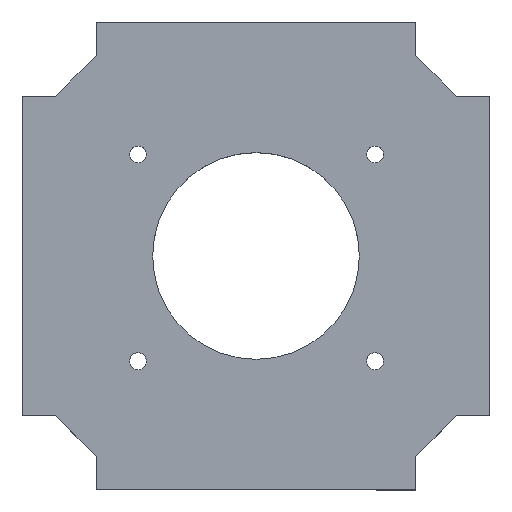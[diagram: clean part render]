
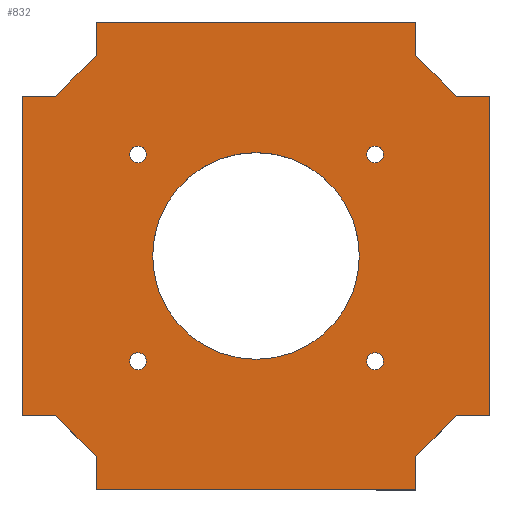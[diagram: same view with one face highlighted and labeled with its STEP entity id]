
A CAD part, top view. The second image highlights one B-rep face of the part: STEP entity #832.
In plain terms, the highlighted planar face has unit normal (0, 0, 1).
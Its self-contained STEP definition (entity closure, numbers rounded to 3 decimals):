
#15=FACE_BOUND('',#129,.T.);
#16=FACE_BOUND('',#130,.T.);
#17=FACE_BOUND('',#131,.T.);
#18=FACE_BOUND('',#132,.T.);
#19=FACE_BOUND('',#133,.T.);
#30=CIRCLE('',#876,0.9);
#32=CIRCLE('',#879,0.9);
#34=CIRCLE('',#882,0.9);
#36=CIRCLE('',#885,0.9);
#37=CIRCLE('',#899,11.);
#85=FACE_OUTER_BOUND('',#128,.T.);
#128=EDGE_LOOP('',(#695,#696,#697,#698,#699,#700,#701,#702,#703,#704,#705,
#706,#707,#708,#709,#710));
#129=EDGE_LOOP('',(#711));
#130=EDGE_LOOP('',(#712));
#131=EDGE_LOOP('',(#713));
#132=EDGE_LOOP('',(#714));
#133=EDGE_LOOP('',(#715));
#198=LINE('',#1248,#299);
#202=LINE('',#1255,#303);
#205=LINE('',#1261,#306);
#208=LINE('',#1269,#309);
#211=LINE('',#1275,#312);
#214=LINE('',#1281,#315);
#218=LINE('',#1290,#319);
#222=LINE('',#1297,#323);
#225=LINE('',#1303,#326);
#228=LINE('',#1311,#329);
#231=LINE('',#1317,#332);
#234=LINE('',#1323,#335);
#237=LINE('',#1332,#338);
#239=LINE('',#1335,#340);
#241=LINE('',#1338,#342);
#243=LINE('',#1341,#344);
#299=VECTOR('',#1029,10.);
#303=VECTOR('',#1035,10.);
#306=VECTOR('',#1040,10.);
#309=VECTOR('',#1045,10.);
#312=VECTOR('',#1050,10.);
#315=VECTOR('',#1055,10.);
#319=VECTOR('',#1061,10.);
#323=VECTOR('',#1067,10.);
#326=VECTOR('',#1072,10.);
#329=VECTOR('',#1077,10.);
#332=VECTOR('',#1082,10.);
#335=VECTOR('',#1087,10.);
#338=VECTOR('',#1098,10.);
#340=VECTOR('',#1102,10.);
#342=VECTOR('',#1106,10.);
#344=VECTOR('',#1110,10.);
#379=VERTEX_POINT('',#1220);
#381=VERTEX_POINT('',#1226);
#383=VERTEX_POINT('',#1232);
#385=VERTEX_POINT('',#1238);
#388=VERTEX_POINT('',#1245);
#389=VERTEX_POINT('',#1247);
#391=VERTEX_POINT('',#1253);
#393=VERTEX_POINT('',#1259);
#396=VERTEX_POINT('',#1266);
#397=VERTEX_POINT('',#1268);
#399=VERTEX_POINT('',#1274);
#401=VERTEX_POINT('',#1280);
#404=VERTEX_POINT('',#1287);
#405=VERTEX_POINT('',#1289);
#407=VERTEX_POINT('',#1295);
#409=VERTEX_POINT('',#1301);
#412=VERTEX_POINT('',#1308);
#413=VERTEX_POINT('',#1310);
#415=VERTEX_POINT('',#1316);
#417=VERTEX_POINT('',#1322);
#418=VERTEX_POINT('',#1326);
#470=EDGE_CURVE('',#379,#379,#30,.T.);
#473=EDGE_CURVE('',#381,#381,#32,.T.);
#476=EDGE_CURVE('',#383,#383,#34,.T.);
#479=EDGE_CURVE('',#385,#385,#36,.T.);
#482=EDGE_CURVE('',#388,#389,#198,.T.);
#486=EDGE_CURVE('',#391,#388,#202,.T.);
#489=EDGE_CURVE('',#393,#391,#205,.T.);
#492=EDGE_CURVE('',#396,#397,#208,.T.);
#495=EDGE_CURVE('',#397,#399,#211,.T.);
#498=EDGE_CURVE('',#399,#401,#214,.T.);
#502=EDGE_CURVE('',#404,#405,#218,.T.);
#506=EDGE_CURVE('',#407,#404,#222,.T.);
#509=EDGE_CURVE('',#409,#407,#225,.T.);
#512=EDGE_CURVE('',#413,#412,#228,.T.);
#515=EDGE_CURVE('',#415,#413,#231,.T.);
#518=EDGE_CURVE('',#417,#415,#234,.T.);
#520=EDGE_CURVE('',#418,#418,#37,.T.);
#523=EDGE_CURVE('',#405,#412,#237,.T.);
#525=EDGE_CURVE('',#389,#409,#239,.T.);
#527=EDGE_CURVE('',#396,#417,#241,.T.);
#529=EDGE_CURVE('',#401,#393,#243,.T.);
#695=ORIENTED_EDGE('',*,*,#523,.F.);
#696=ORIENTED_EDGE('',*,*,#502,.F.);
#697=ORIENTED_EDGE('',*,*,#506,.F.);
#698=ORIENTED_EDGE('',*,*,#509,.F.);
#699=ORIENTED_EDGE('',*,*,#525,.F.);
#700=ORIENTED_EDGE('',*,*,#482,.F.);
#701=ORIENTED_EDGE('',*,*,#486,.F.);
#702=ORIENTED_EDGE('',*,*,#489,.F.);
#703=ORIENTED_EDGE('',*,*,#529,.F.);
#704=ORIENTED_EDGE('',*,*,#498,.F.);
#705=ORIENTED_EDGE('',*,*,#495,.F.);
#706=ORIENTED_EDGE('',*,*,#492,.F.);
#707=ORIENTED_EDGE('',*,*,#527,.T.);
#708=ORIENTED_EDGE('',*,*,#518,.T.);
#709=ORIENTED_EDGE('',*,*,#515,.T.);
#710=ORIENTED_EDGE('',*,*,#512,.T.);
#711=ORIENTED_EDGE('',*,*,#470,.T.);
#712=ORIENTED_EDGE('',*,*,#473,.T.);
#713=ORIENTED_EDGE('',*,*,#476,.T.);
#714=ORIENTED_EDGE('',*,*,#479,.T.);
#715=ORIENTED_EDGE('',*,*,#520,.T.);
#789=PLANE('',#905);
#832=ADVANCED_FACE('',(#85,#15,#16,#17,#18,#19),#789,.T.);
#876=AXIS2_PLACEMENT_3D('',#1222,#1002,#1003);
#879=AXIS2_PLACEMENT_3D('',#1228,#1009,#1010);
#882=AXIS2_PLACEMENT_3D('',#1234,#1016,#1017);
#885=AXIS2_PLACEMENT_3D('',#1240,#1023,#1024);
#899=AXIS2_PLACEMENT_3D('',#1327,#1091,#1092);
#905=AXIS2_PLACEMENT_3D('',#1343,#1112,#1113);
#1002=DIRECTION('center_axis',(0.,0.,-1.));
#1003=DIRECTION('ref_axis',(1.,0.,0.));
#1009=DIRECTION('center_axis',(0.,0.,-1.));
#1010=DIRECTION('ref_axis',(1.,0.,0.));
#1016=DIRECTION('center_axis',(0.,0.,-1.));
#1017=DIRECTION('ref_axis',(1.,0.,0.));
#1023=DIRECTION('center_axis',(0.,0.,-1.));
#1024=DIRECTION('ref_axis',(1.,0.,0.));
#1029=DIRECTION('',(0.,1.,0.));
#1035=DIRECTION('',(0.707,0.707,0.));
#1040=DIRECTION('',(1.,0.,0.));
#1045=DIRECTION('',(0.,1.,0.));
#1050=DIRECTION('',(-0.707,0.707,0.));
#1055=DIRECTION('',(-1.,0.,0.));
#1061=DIRECTION('',(1.,0.,0.));
#1067=DIRECTION('',(0.707,-0.707,0.));
#1072=DIRECTION('',(0.,-1.,0.));
#1077=DIRECTION('',(1.,0.,0.));
#1082=DIRECTION('',(0.707,0.707,0.));
#1087=DIRECTION('',(0.,1.,0.));
#1091=DIRECTION('center_axis',(0.,0.,-1.));
#1092=DIRECTION('ref_axis',(-1.,0.,0.));
#1098=DIRECTION('',(0.,-1.,0.));
#1102=DIRECTION('',(1.,0.,0.));
#1106=DIRECTION('',(1.,0.,0.));
#1110=DIRECTION('',(0.,1.,0.));
#1112=DIRECTION('center_axis',(0.,0.,1.));
#1113=DIRECTION('ref_axis',(1.,0.,0.));
#1220=CARTESIAN_POINT('',(-34.393,31.73,16.5));
#1222=CARTESIAN_POINT('Origin',(-33.493,31.73,16.5));
#1226=CARTESIAN_POINT('',(-9.158,9.73,16.5));
#1228=CARTESIAN_POINT('Origin',(-8.258,9.73,16.5));
#1232=CARTESIAN_POINT('',(-9.158,31.73,16.5));
#1234=CARTESIAN_POINT('Origin',(-8.258,31.73,16.5));
#1238=CARTESIAN_POINT('',(-34.393,9.73,16.5));
#1240=CARTESIAN_POINT('Origin',(-33.493,9.73,16.5));
#1245=CARTESIAN_POINT('',(-37.93,42.255,16.5));
#1247=CARTESIAN_POINT('',(-37.93,45.83,16.5));
#1248=CARTESIAN_POINT('',(-37.93,42.255,16.5));
#1253=CARTESIAN_POINT('',(-42.255,37.93,16.5));
#1255=CARTESIAN_POINT('',(-42.255,37.93,16.5));
#1259=CARTESIAN_POINT('',(-45.83,37.93,16.5));
#1261=CARTESIAN_POINT('',(-46.03,37.93,16.5));
#1266=CARTESIAN_POINT('',(-37.93,-3.97,16.5));
#1268=CARTESIAN_POINT('',(-37.93,-0.395,16.5));
#1269=CARTESIAN_POINT('',(-37.93,-4.17,16.5));
#1274=CARTESIAN_POINT('',(-42.255,3.93,16.5));
#1275=CARTESIAN_POINT('',(-37.93,-0.395,16.5));
#1280=CARTESIAN_POINT('',(-45.83,3.93,16.5));
#1281=CARTESIAN_POINT('',(-42.255,3.93,16.5));
#1287=CARTESIAN_POINT('',(0.395,37.93,16.5));
#1289=CARTESIAN_POINT('',(3.97,37.93,16.5));
#1290=CARTESIAN_POINT('',(0.395,37.93,16.5));
#1295=CARTESIAN_POINT('',(-3.93,42.255,16.5));
#1297=CARTESIAN_POINT('',(-3.93,42.255,16.5));
#1301=CARTESIAN_POINT('',(-3.93,45.83,16.5));
#1303=CARTESIAN_POINT('',(-3.93,46.03,16.5));
#1308=CARTESIAN_POINT('',(3.97,3.93,16.5));
#1310=CARTESIAN_POINT('',(0.395,3.93,16.5));
#1311=CARTESIAN_POINT('',(0.395,3.93,16.5));
#1316=CARTESIAN_POINT('',(-3.93,-0.395,16.5));
#1317=CARTESIAN_POINT('',(-3.93,-0.395,16.5));
#1322=CARTESIAN_POINT('',(-3.93,-3.97,16.5));
#1323=CARTESIAN_POINT('',(-3.93,-4.17,16.5));
#1326=CARTESIAN_POINT('',(-9.93,20.93,16.5));
#1327=CARTESIAN_POINT('Origin',(-20.93,20.93,16.5));
#1332=CARTESIAN_POINT('',(3.97,37.93,16.5));
#1335=CARTESIAN_POINT('',(-37.93,45.83,16.5));
#1338=CARTESIAN_POINT('',(-4.13,-3.97,16.5));
#1341=CARTESIAN_POINT('',(-45.83,3.93,16.5));
#1343=CARTESIAN_POINT('Origin',(-20.93,20.93,16.5));
